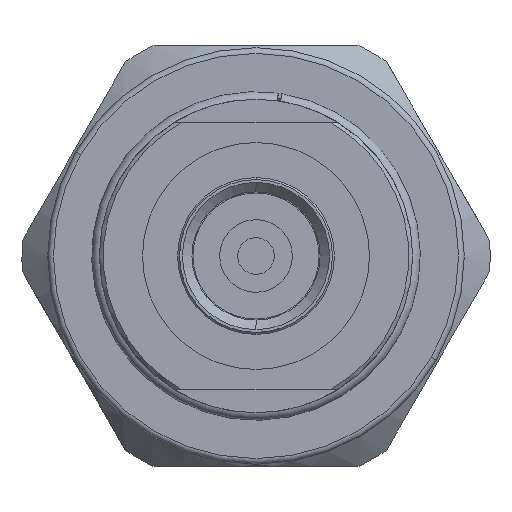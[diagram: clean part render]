
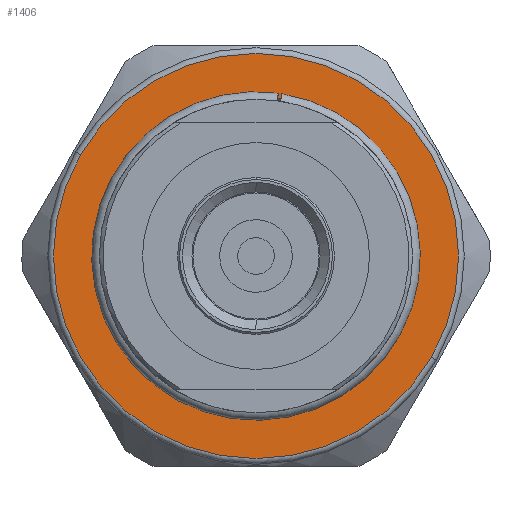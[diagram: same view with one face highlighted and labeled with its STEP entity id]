
A CAD part, left-side view. The second image highlights one B-rep face of the part: STEP entity #1406.
In plain terms, the highlighted planar face has unit normal (-1, 0, 0).
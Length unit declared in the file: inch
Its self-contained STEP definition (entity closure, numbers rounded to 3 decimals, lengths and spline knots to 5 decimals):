
#87 = ORIENTED_EDGE ( 'NONE', *, *, #1481, .T. ) ;
#116 = DIRECTION ( 'NONE',  ( 1., 0., 0. ) ) ;
#354 = AXIS2_PLACEMENT_3D ( 'NONE', #2946, #116, #2961 ) ;
#566 = CIRCLE ( 'NONE', #704, 0.32874 ) ;
#607 = CARTESIAN_POINT ( 'NONE',  ( -0.49213, 0., 0. ) ) ;
#697 = CIRCLE ( 'NONE', #4690, 0.41732 ) ;
#704 = AXIS2_PLACEMENT_3D ( 'NONE', #3396, #4586, #2200 ) ;
#914 = EDGE_CURVE ( 'NONE', #5100, #3575, #566, .T. ) ;
#1080 = DIRECTION ( 'NONE',  ( -1., 0., 0. ) ) ;
#1406 = ADVANCED_FACE ( 'NONE', ( #3735, #4676 ), #3709, .F. ) ;
#1481 = EDGE_CURVE ( 'NONE', #1689, #4242, #1845, .T. ) ;
#1596 = CARTESIAN_POINT ( 'NONE',  ( -0.49213, -0.36141, -0.20866 ) ) ;
#1689 = VERTEX_POINT ( 'NONE', #1596 ) ;
#1788 = DIRECTION ( 'NONE',  ( 0., -0.866, -0.5 ) ) ;
#1813 = CARTESIAN_POINT ( 'NONE',  ( -0.49213, 0.2847, 0.16437 ) ) ;
#1845 = CIRCLE ( 'NONE', #2740, 0.41732 ) ;
#1890 = CARTESIAN_POINT ( 'NONE',  ( -0.49213, 0., 0. ) ) ;
#1907 = CARTESIAN_POINT ( 'NONE',  ( -0.49213, 0., 0. ) ) ;
#2186 = EDGE_CURVE ( 'NONE', #3575, #5100, #2521, .T. ) ;
#2200 = DIRECTION ( 'NONE',  ( 0., -0.866, -0.5 ) ) ;
#2227 = EDGE_CURVE ( 'NONE', #4242, #1689, #697, .T. ) ;
#2243 = DIRECTION ( 'NONE',  ( 0., -0.866, -0.5 ) ) ;
#2249 = ORIENTED_EDGE ( 'NONE', *, *, #2186, .T. ) ;
#2490 = ORIENTED_EDGE ( 'NONE', *, *, #914, .T. ) ;
#2521 = CIRCLE ( 'NONE', #3686, 0.32874 ) ;
#2674 = EDGE_LOOP ( 'NONE', ( #87, #5136 ) ) ;
#2740 = AXIS2_PLACEMENT_3D ( 'NONE', #607, #5019, #1788 ) ;
#2946 = CARTESIAN_POINT ( 'NONE',  ( -0.49213, 0.21457, -0.37164 ) ) ;
#2961 = DIRECTION ( 'NONE',  ( 0., -0.866, -0.5 ) ) ;
#3085 = CARTESIAN_POINT ( 'NONE',  ( -0.49213, -0.2847, -0.16437 ) ) ;
#3396 = CARTESIAN_POINT ( 'NONE',  ( -0.49213, 0., 0. ) ) ;
#3491 = DIRECTION ( 'NONE',  ( 1., 0., 0. ) ) ;
#3575 = VERTEX_POINT ( 'NONE', #1813 ) ;
#3686 = AXIS2_PLACEMENT_3D ( 'NONE', #1890, #3491, #5089 ) ;
#3709 = PLANE ( 'NONE',  #354 ) ;
#3735 = FACE_OUTER_BOUND ( 'NONE', #2674, .T. ) ;
#3898 = EDGE_LOOP ( 'NONE', ( #2249, #2490 ) ) ;
#4017 = CARTESIAN_POINT ( 'NONE',  ( -0.49213, 0.36141, 0.20866 ) ) ;
#4242 = VERTEX_POINT ( 'NONE', #4017 ) ;
#4586 = DIRECTION ( 'NONE',  ( 1., 0., 0. ) ) ;
#4676 = FACE_BOUND ( 'NONE', #3898, .T. ) ;
#4690 = AXIS2_PLACEMENT_3D ( 'NONE', #1907, #1080, #2243 ) ;
#5019 = DIRECTION ( 'NONE',  ( -1., 0., 0. ) ) ;
#5089 = DIRECTION ( 'NONE',  ( 0., -0.866, -0.5 ) ) ;
#5100 = VERTEX_POINT ( 'NONE', #3085 ) ;
#5136 = ORIENTED_EDGE ( 'NONE', *, *, #2227, .T. ) ;
